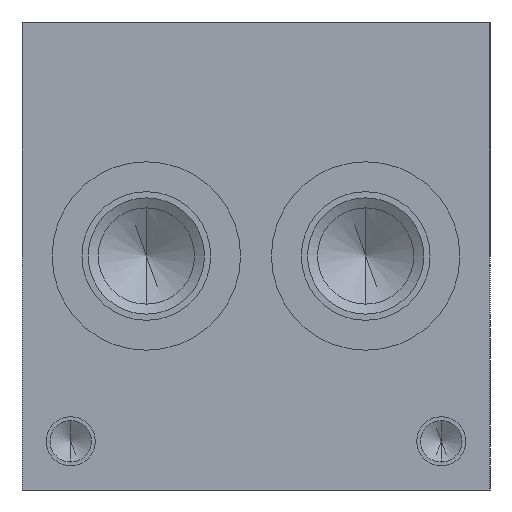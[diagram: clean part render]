
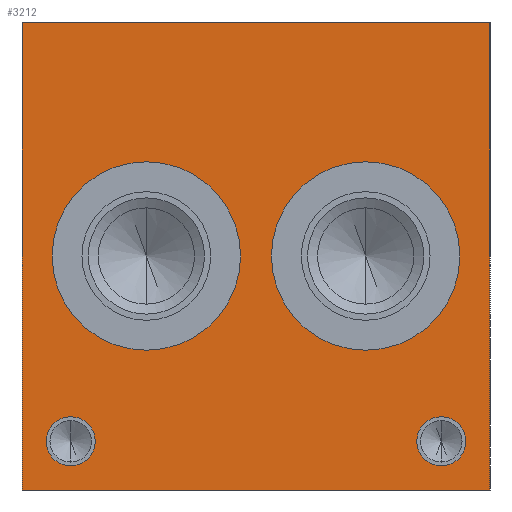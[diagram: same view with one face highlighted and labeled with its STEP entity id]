
A CAD part, left-side view. The second image highlights one B-rep face of the part: STEP entity #3212.
In plain terms, the highlighted planar face has unit normal (-1, 0, 0).
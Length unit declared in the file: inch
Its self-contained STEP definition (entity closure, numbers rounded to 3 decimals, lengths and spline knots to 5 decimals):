
#1677=CARTESIAN_POINT('',(0.0,0.0,3.0));
#1678=VERTEX_POINT('',#1677);
#1679=CARTESIAN_POINT('',(0.0,3.0,3.0));
#1680=VERTEX_POINT('',#1679);
#1681=CARTESIAN_POINT('',(0.0,0.0,3.0));
#1682=DIRECTION('',(0.0,1.0,0.0));
#1683=VECTOR('',#1682,3.0);
#1684=LINE('',#1681,#1683);
#1685=EDGE_CURVE('',#1678,#1680,#1684,.T.);
#2536=CARTESIAN_POINT('',(0.0,0.0,0.0));
#2537=VERTEX_POINT('',#2536);
#2538=CARTESIAN_POINT('',(0.0,0.0,0.0));
#2539=DIRECTION('',(0.0,0.0,1.0));
#2540=VECTOR('',#2539,3.0);
#2541=LINE('',#2538,#2540);
#2542=EDGE_CURVE('',#2537,#1678,#2541,.T.);
#2578=CARTESIAN_POINT('',(0.0,0.312,0.4695));
#2579=VERTEX_POINT('',#2578);
#2580=CARTESIAN_POINT('',(0.0,0.312,0.312));
#2581=DIRECTION('',(1.0,0.0,0.0));
#2582=DIRECTION('',(0.0,-1.0,0.0));
#2583=AXIS2_PLACEMENT_3D('',#2580,#2581,#2582);
#2584=CIRCLE('',#2583,0.1575);
#2585=EDGE_CURVE('',#2579,#2579,#2584,.T.);
#2689=CARTESIAN_POINT('',(0.0,2.688,0.4695));
#2690=VERTEX_POINT('',#2689);
#2691=CARTESIAN_POINT('',(0.0,2.688,0.312));
#2692=DIRECTION('',(1.0,0.0,0.0));
#2693=DIRECTION('',(0.0,-1.0,0.0));
#2694=AXIS2_PLACEMENT_3D('',#2691,#2692,#2693);
#2695=CIRCLE('',#2694,0.1575);
#2696=EDGE_CURVE('',#2690,#2690,#2695,.T.);
#2800=CARTESIAN_POINT('',(0.0,0.797,2.104));
#2801=VERTEX_POINT('',#2800);
#2802=CARTESIAN_POINT('',(0.0,0.797,1.5));
#2803=DIRECTION('',(1.0,0.0,0.0));
#2804=DIRECTION('',(0.0,-1.0,0.0));
#2805=AXIS2_PLACEMENT_3D('',#2802,#2803,#2804);
#2806=CIRCLE('',#2805,0.604);
#2807=EDGE_CURVE('',#2801,#2801,#2806,.T.);
#2991=CARTESIAN_POINT('',(0.0,2.203,2.104));
#2992=VERTEX_POINT('',#2991);
#2993=CARTESIAN_POINT('',(0.0,2.203,1.5));
#2994=DIRECTION('',(1.0,0.0,0.0));
#2995=DIRECTION('',(0.0,-1.0,0.0));
#2996=AXIS2_PLACEMENT_3D('',#2993,#2994,#2995);
#2997=CIRCLE('',#2996,0.604);
#2998=EDGE_CURVE('',#2992,#2992,#2997,.T.);
#3177=CARTESIAN_POINT('',(0.0,0.0,3.0));
#3178=DIRECTION('',(1.0,0.0,0.0));
#3179=DIRECTION('',(0.0,0.0,-1.0));
#3180=AXIS2_PLACEMENT_3D('',#3177,#3178,#3179);
#3181=PLANE('',#3180);
#3182=ORIENTED_EDGE('',*,*,#1685,.T.);
#3183=CARTESIAN_POINT('',(0.0,3.0,0.0));
#3184=VERTEX_POINT('',#3183);
#3185=CARTESIAN_POINT('',(0.0,3.0,0.0));
#3186=DIRECTION('',(0.0,0.0,1.0));
#3187=VECTOR('',#3186,3.0);
#3188=LINE('',#3185,#3187);
#3189=EDGE_CURVE('',#3184,#1680,#3188,.T.);
#3190=ORIENTED_EDGE('',*,*,#3189,.F.);
#3191=CARTESIAN_POINT('',(0.0,3.0,0.0));
#3192=DIRECTION('',(0.0,-1.0,0.0));
#3193=VECTOR('',#3192,3.0);
#3194=LINE('',#3191,#3193);
#3195=EDGE_CURVE('',#3184,#2537,#3194,.T.);
#3196=ORIENTED_EDGE('',*,*,#3195,.T.);
#3197=ORIENTED_EDGE('',*,*,#2542,.T.);
#3198=EDGE_LOOP('',(#3182,#3190,#3196,#3197));
#3199=FACE_OUTER_BOUND('',#3198,.T.);
#3200=ORIENTED_EDGE('',*,*,#2585,.T.);
#3201=EDGE_LOOP('',(#3200));
#3202=FACE_BOUND('',#3201,.T.);
#3203=ORIENTED_EDGE('',*,*,#2696,.T.);
#3204=EDGE_LOOP('',(#3203));
#3205=FACE_BOUND('',#3204,.T.);
#3206=ORIENTED_EDGE('',*,*,#2807,.T.);
#3207=EDGE_LOOP('',(#3206));
#3208=FACE_BOUND('',#3207,.T.);
#3209=ORIENTED_EDGE('',*,*,#2998,.T.);
#3210=EDGE_LOOP('',(#3209));
#3211=FACE_BOUND('',#3210,.T.);
#3212=ADVANCED_FACE('',(#3199,#3202,#3205,#3208,#3211),#3181,.F.);
